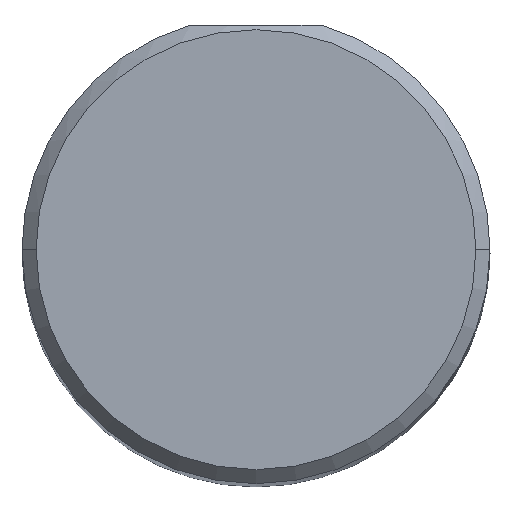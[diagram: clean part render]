
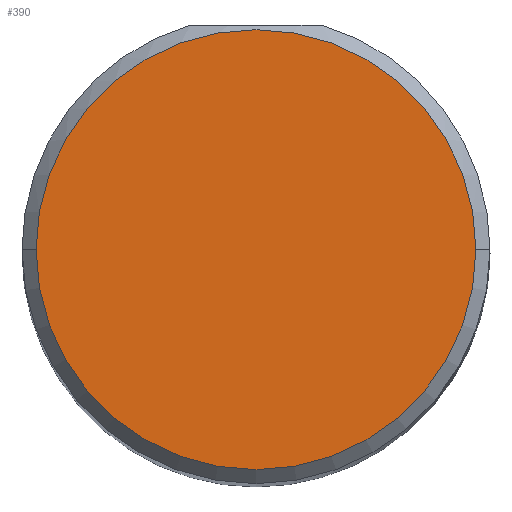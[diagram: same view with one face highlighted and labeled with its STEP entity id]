
A CAD part, top view. The second image highlights one B-rep face of the part: STEP entity #390.
In plain terms, the highlighted planar face has unit normal (0, 0, 1).
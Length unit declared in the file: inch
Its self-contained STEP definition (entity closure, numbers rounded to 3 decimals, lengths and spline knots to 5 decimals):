
#15 = FACE_OUTER_BOUND ( 'NONE', #202, .T. ) ;
#106 = PLANE ( 'NONE',  #565 ) ;
#125 = DIRECTION ( 'NONE',  ( 1., 0., 0. ) ) ;
#143 = DIRECTION ( 'NONE',  ( 0., 0., 1. ) ) ;
#160 = ORIENTED_EDGE ( 'NONE', *, *, #183, .T. ) ;
#183 = EDGE_CURVE ( 'NONE', #495, #351, #263, .T. ) ;
#202 = EDGE_LOOP ( 'NONE', ( #160, #254 ) ) ;
#243 = AXIS2_PLACEMENT_3D ( 'NONE', #300, #488, #441 ) ;
#250 = CARTESIAN_POINT ( 'NONE',  ( 0.235, 0., 3. ) ) ;
#254 = ORIENTED_EDGE ( 'NONE', *, *, #369, .T. ) ;
#258 = DIRECTION ( 'NONE',  ( 1., 0., 0. ) ) ;
#263 = CIRCLE ( 'NONE', #343, 0.235 ) ;
#300 = CARTESIAN_POINT ( 'NONE',  ( 0., 0., 3. ) ) ;
#343 = AXIS2_PLACEMENT_3D ( 'NONE', #411, #558, #125 ) ;
#350 = CARTESIAN_POINT ( 'NONE',  ( 0., 0., 3. ) ) ;
#351 = VERTEX_POINT ( 'NONE', #250 ) ;
#369 = EDGE_CURVE ( 'NONE', #351, #495, #487, .T. ) ;
#390 = ADVANCED_FACE ( 'NONE', ( #15 ), #106, .T. ) ;
#411 = CARTESIAN_POINT ( 'NONE',  ( 0., 0., 3. ) ) ;
#441 = DIRECTION ( 'NONE',  ( 1., 0., 0. ) ) ;
#487 = CIRCLE ( 'NONE', #243, 0.235 ) ;
#488 = DIRECTION ( 'NONE',  ( 0., 0., 1. ) ) ;
#495 = VERTEX_POINT ( 'NONE', #592 ) ;
#558 = DIRECTION ( 'NONE',  ( 0., 0., 1. ) ) ;
#565 = AXIS2_PLACEMENT_3D ( 'NONE', #350, #143, #258 ) ;
#592 = CARTESIAN_POINT ( 'NONE',  ( -0.235, 0., 3. ) ) ;
